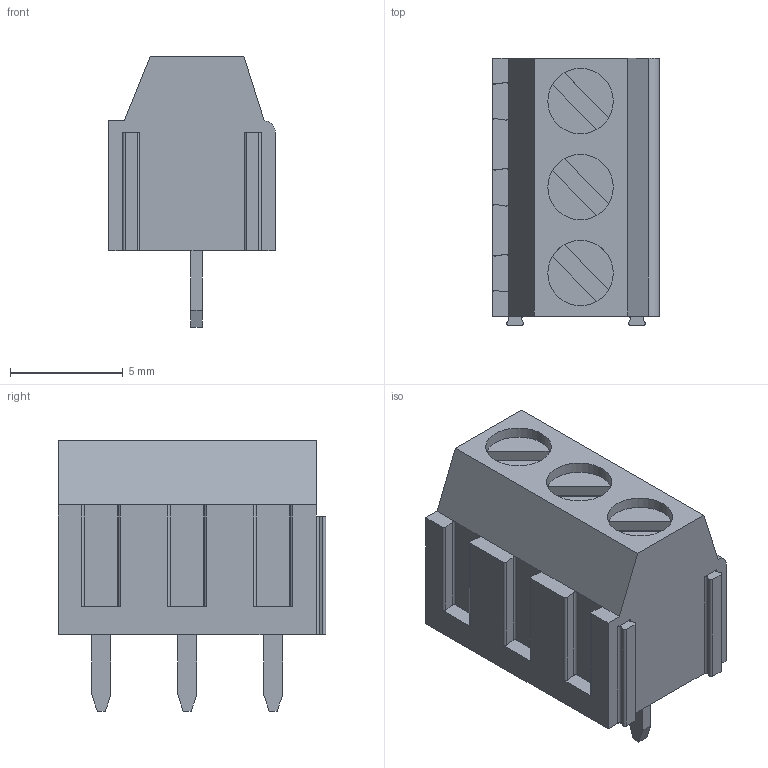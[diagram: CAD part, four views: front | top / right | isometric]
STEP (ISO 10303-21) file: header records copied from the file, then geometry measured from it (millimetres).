
FILE_DESCRIPTION(/* description */ ('STEP AP242','CAx-IF Rec.Pracs.---Representation and Presentation of Product Manufacturing Information (PMI)---4.0---2014-10-13','CAx-IF Rec.Pracs.---3D Tessellated Geometry---0.4---2014-09-14','2;1'),/* implementation_level */ '2;1');
FILE_NAME(/* name */ '6445d275e5f5945350085354',/* time_stamp */ '2023-04-24T00:51:02+00:00',/* author */ (''),/* organization */ (''),/* preprocessor_version */ 'ST-DEVELOPER v18.102',/* originating_system */ ' ',/* authorisation */ ' ');
FILE_SCHEMA (('AP242_MANAGED_MODEL_BASED_3D_ENGINEERING_MIM_LF { 1 0 10303 442 1 1 4 }'));
Length unit declared in the file: metre
Products named in the file (3): DB125-3.81-3P; pin; 3_pole
Assembly tree (4 placements, depth 2):
  DB125-3.81-3P
    pin  x3
    3_pole
Bounding box: 7.4 x 11.85 x 12 mm (x, y, z)
Volume: 583.5 mm3; surface area: 1280.9 mm2
Topology: 4 solids, 4 shells, 183 faces, 471 edges, 311 vertices
Faces by surface type: plane 142, cylinder 41
Full cylindrical faces by diameter (mm): 1.5 x6, 2.9 x6
Entity records: 4102 total; most frequent: CARTESIAN_POINT 702, DIRECTION 688, ORIENTED_EDGE 678, EDGE_CURVE 339, LINE 262, VECTOR 262, VERTEX_POINT 227, AXIS2_PLACEMENT_3D 213
